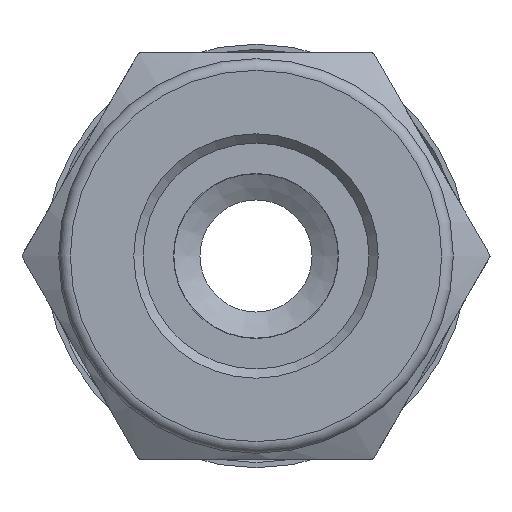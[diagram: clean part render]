
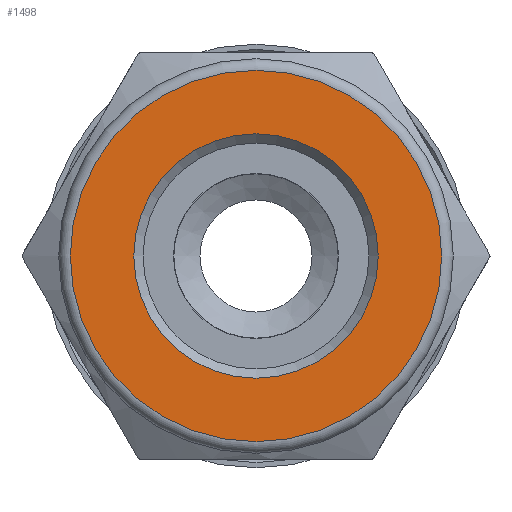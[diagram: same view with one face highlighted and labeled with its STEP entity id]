
A CAD part, left-side view. The second image highlights one B-rep face of the part: STEP entity #1498.
In plain terms, the highlighted planar face has unit normal (-1, 0, 0).
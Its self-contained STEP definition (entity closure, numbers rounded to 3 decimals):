
#27=FACE_BOUND('',#360,.T.);
#129=CIRCLE('',#1666,8.);
#144=CIRCLE('',#1694,5.265);
#257=FACE_OUTER_BOUND('',#359,.T.);
#359=EDGE_LOOP('',(#1274));
#360=EDGE_LOOP('',(#1275));
#680=VERTEX_POINT('',#2527);
#693=VERTEX_POINT('',#2577);
#871=EDGE_CURVE('',#680,#680,#129,.T.);
#895=EDGE_CURVE('',#693,#693,#144,.T.);
#1274=ORIENTED_EDGE('',*,*,#871,.F.);
#1275=ORIENTED_EDGE('',*,*,#895,.T.);
#1418=PLANE('',#1695);
#1498=ADVANCED_FACE('',(#257,#27),#1418,.T.);
#1666=AXIS2_PLACEMENT_3D('',#2529,#2030,#2031);
#1694=AXIS2_PLACEMENT_3D('',#2579,#2095,#2096);
#1695=AXIS2_PLACEMENT_3D('',#2580,#2097,#2098);
#2030=DIRECTION('center_axis',(1.,0.,0.));
#2031=DIRECTION('ref_axis',(0.,0.,-1.));
#2095=DIRECTION('center_axis',(1.,0.,0.));
#2096=DIRECTION('ref_axis',(0.,0.,-1.));
#2097=DIRECTION('center_axis',(-1.,0.,0.));
#2098=DIRECTION('ref_axis',(0.,0.,1.));
#2527=CARTESIAN_POINT('',(0.,0.,8.));
#2529=CARTESIAN_POINT('Origin',(0.,0.,
0.));
#2577=CARTESIAN_POINT('',(0.,-5.265,0.));
#2579=CARTESIAN_POINT('Origin',(0.,0.,
0.));
#2580=CARTESIAN_POINT('Origin',(0.,8.,0.));
